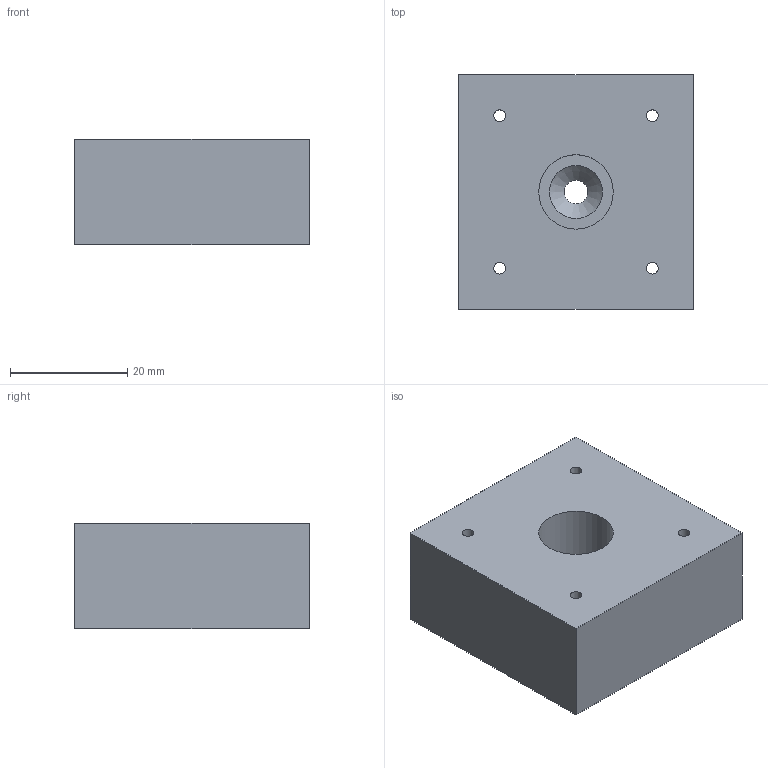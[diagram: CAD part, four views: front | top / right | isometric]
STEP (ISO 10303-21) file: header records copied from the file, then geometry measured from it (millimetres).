
FILE_DESCRIPTION(/* description */ (''),/* implementation_level */ '2;1');
FILE_NAME(/* name */ 'X platform support base.step',/* time_stamp */ '2020-04-14T16:33:13+01:00',/* author */ (''),/* organization */ (''),/* preprocessor_version */ 'ST-DEVELOPER v18.1',/* originating_system */ 'Autodesk Translation Framework v9.2.0.1227',/* authorisation */ '');
FILE_SCHEMA (('AUTOMOTIVE_DESIGN { 1 0 10303 214 3 1 1 }'));
Length unit declared in the file: millimetre
Products named in the file (1): X platform support base
Bounding box: 40 x 40 x 18 mm (x, y, z)
Volume: 27265 mm3; surface area: 6944 mm2
Topology: 1 solids, 1 shells, 14 faces, 32 edges, 21 vertices
Faces by surface type: plane 7, cylinder 6, cone 1
Full cylindrical faces by diameter (mm): 2 x4, 4 x1, 12.7 x1
Entity records: 461 total; most frequent: DIRECTION 75, CARTESIAN_POINT 68, ORIENTED_EDGE 64, EDGE_CURVE 32, AXIS2_PLACEMENT_3D 28, EDGE_LOOP 25, VERTEX_POINT 21, LINE 19
